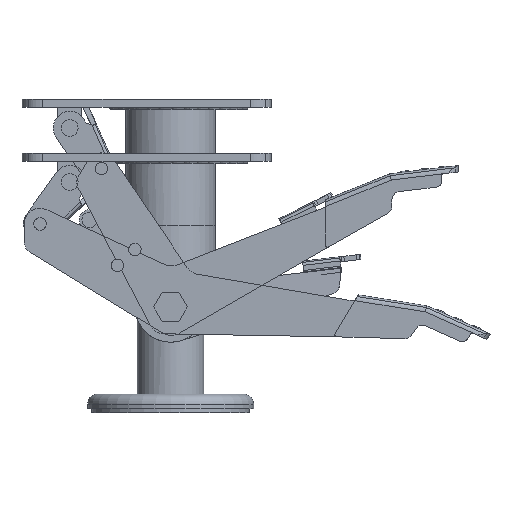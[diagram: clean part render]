
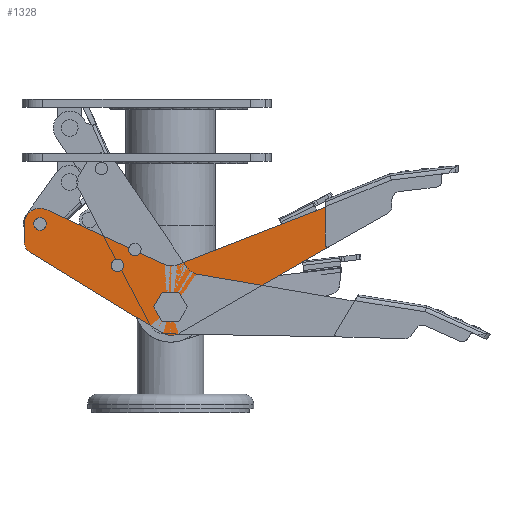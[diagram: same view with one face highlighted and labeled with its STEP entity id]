
A CAD part, front view. The second image highlights one B-rep face of the part: STEP entity #1328.
In plain terms, the highlighted planar face has unit normal (0, -1, 0).
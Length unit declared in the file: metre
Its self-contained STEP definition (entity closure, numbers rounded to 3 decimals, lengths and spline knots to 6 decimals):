
#1328=ADVANCED_FACE('7:13097',(#2739,#2740,#2741,#2742),#2743,.F.);
#2739=FACE_BOUND('',#6611,.T.);
#2740=FACE_BOUND('',#6612,.T.);
#2741=FACE_OUTER_BOUND('',#6613,.T.);
#2742=FACE_BOUND('',#6614,.T.);
#2743=PLANE('',#6615);
#6611=EDGE_LOOP('',(#12435,#12436));
#6612=EDGE_LOOP('',(#12437,#12438));
#6613=EDGE_LOOP('',(#12439,#12440,#12441,#12442,#12443,#12444,#12445,#12446,#12447,#12448,#12449,#12450,#12451));
#6614=EDGE_LOOP('',(#12452,#12453));
#6615=AXIS2_PLACEMENT_3D('',#12454,#12455,#12456);
#12435=ORIENTED_EDGE('',*,*,#19540,.T.);
#12436=ORIENTED_EDGE('',*,*,#19544,.T.);
#12437=ORIENTED_EDGE('',*,*,#19538,.T.);
#12438=ORIENTED_EDGE('',*,*,#19545,.T.);
#12439=ORIENTED_EDGE('',*,*,#19528,.T.);
#12440=ORIENTED_EDGE('',*,*,#19551,.T.);
#12441=ORIENTED_EDGE('',*,*,#19552,.F.);
#12442=ORIENTED_EDGE('',*,*,#19520,.T.);
#12443=ORIENTED_EDGE('',*,*,#19553,.T.);
#12444=ORIENTED_EDGE('',*,*,#19550,.F.);
#12445=ORIENTED_EDGE('',*,*,#19554,.F.);
#12446=ORIENTED_EDGE('',*,*,#19555,.T.);
#12447=ORIENTED_EDGE('',*,*,#19524,.T.);
#12448=ORIENTED_EDGE('',*,*,#19556,.T.);
#12449=ORIENTED_EDGE('',*,*,#19557,.F.);
#12450=ORIENTED_EDGE('',*,*,#19558,.T.);
#12451=ORIENTED_EDGE('',*,*,#19559,.T.);
#12452=ORIENTED_EDGE('',*,*,#19560,.F.);
#12453=ORIENTED_EDGE('',*,*,#19532,.F.);
#12454=CARTESIAN_POINT('',(0.013588,-0.033,-0.057182));
#12455=DIRECTION('',(-0.0,1.0,0.));
#12456=DIRECTION('',(1.0,0.0,0.0));
#19520=EDGE_CURVE('7:13142',#22683,#22680,#22684,.T.);
#19524=EDGE_CURVE('7:13157',#22691,#22688,#22692,.T.);
#19528=EDGE_CURVE('7:13136',#22699,#22696,#22700,.T.);
#19532=EDGE_CURVE('7:13169',#22704,#22707,#22708,.T.);
#19538=EDGE_CURVE('8:58230',#22713,#22717,#22719,.T.);
#19540=EDGE_CURVE('11:19976',#22723,#22720,#22724,.T.);
#19544=EDGE_CURVE('11:19976',#22720,#22723,#22729,.T.);
#19545=EDGE_CURVE('8:58230',#22717,#22713,#22730,.T.);
#19550=EDGE_CURVE('7:13145',#22737,#22732,#22739,.T.);
#19551=EDGE_CURVE('7:13136',#22696,#22740,#22741,.T.);
#19552=EDGE_CURVE('7:13139',#22683,#22740,#22742,.T.);
#19553=EDGE_CURVE('7:13142',#22680,#22732,#22743,.T.);
#19554=EDGE_CURVE('7:13148',#22744,#22737,#22745,.T.);
#19555=EDGE_CURVE('7:13154',#22744,#22691,#22746,.T.);
#19556=EDGE_CURVE('7:13157',#22688,#22747,#22748,.T.);
#19557=EDGE_CURVE('7:13160',#22749,#22747,#22750,.T.);
#19558=EDGE_CURVE('7:13163',#22749,#22751,#22752,.T.);
#19559=EDGE_CURVE('7:13166',#22751,#22699,#22753,.T.);
#19560=EDGE_CURVE('7:13169',#22707,#22704,#22754,.T.);
#22680=VERTEX_POINT('',#29444);
#22683=VERTEX_POINT('',#29448);
#22684=CIRCLE('',#29449,0.008);
#22688=VERTEX_POINT('',#29454);
#22691=VERTEX_POINT('',#29458);
#22692=CIRCLE('',#29459,0.008);
#22696=VERTEX_POINT('',#29464);
#22699=VERTEX_POINT('',#29468);
#22700=CIRCLE('',#29469,0.005);
#22704=VERTEX_POINT('',#29474);
#22707=VERTEX_POINT('',#29478);
#22708=CIRCLE('',#29479,0.003);
#22713=VERTEX_POINT('',#29485);
#22717=VERTEX_POINT('',#29490);
#22719=CIRCLE('',#29493,0.004);
#22720=VERTEX_POINT('',#29494);
#22723=VERTEX_POINT('',#29498);
#22724=CIRCLE('',#29499,0.003);
#22729=CIRCLE('',#29505,0.003);
#22730=CIRCLE('',#29506,0.004);
#22732=VERTEX_POINT('',#29508);
#22737=VERTEX_POINT('',#29515);
#22739=LINE('',#29518,#29519);
#22740=VERTEX_POINT('',#29520);
#22741=CIRCLE('',#29521,0.005);
#22742=LINE('',#29522,#29523);
#22743=CIRCLE('',#29524,0.008);
#22744=VERTEX_POINT('',#29525);
#22745=LINE('',#29526,#29527);
#22746=LINE('',#29528,#29529);
#22747=VERTEX_POINT('',#29530);
#22748=CIRCLE('',#29531,0.008);
#22749=VERTEX_POINT('',#29532);
#22750=LINE('',#29533,#29534);
#22751=VERTEX_POINT('',#29535);
#22752=CIRCLE('',#29536,0.0075);
#22753=LINE('',#29537,#29538);
#22754=CIRCLE('',#29539,0.003);
#29444=CARTESIAN_POINT('',(0.011516,-0.033,-0.087696));
#29448=CARTESIAN_POINT('',(0.007446,-0.033,-0.086523));
#29449=AXIS2_PLACEMENT_3D('',#37957,#37958,#37959);
#29454=CARTESIAN_POINT('',(0.011522,-0.033,-0.054304));
#29458=CARTESIAN_POINT('',(0.014678,-0.033,-0.053763));
#29459=AXIS2_PLACEMENT_3D('',#37965,#37966,#37967);
#29464=CARTESIAN_POINT('',(-0.058184,-0.033,-0.045686));
#29468=CARTESIAN_POINT('',(-0.058823,-0.033,-0.04324));
#29469=AXIS2_PLACEMENT_3D('',#37973,#37974,#37975);
#29474=CARTESIAN_POINT('',(-0.054323,-0.033,-0.034045));
#29478=CARTESIAN_POINT('',(-0.048323,-0.033,-0.034045));
#29479=AXIS2_PLACEMENT_3D('',#37981,#37982,#37983);
#29485=CARTESIAN_POINT('',(0.0155,-0.033,-0.074));
#29490=CARTESIAN_POINT('',(0.0075,-0.033,-0.074));
#29493=AXIS2_PLACEMENT_3D('',#37993,#37994,#37995);
#29494=CARTESIAN_POINT('',(-0.016301,-0.033,-0.051938));
#29498=CARTESIAN_POINT('',(-0.011859,-0.033,-0.055972));
#29499=AXIS2_PLACEMENT_3D('',#37997,#37998,#37999);
#29505=AXIS2_PLACEMENT_3D('',#38007,#38008,#38009);
#29506=AXIS2_PLACEMENT_3D('',#38010,#38011,#38012);
#29508=CARTESIAN_POINT('',(0.015615,-0.033,-0.086625));
#29515=CARTESIAN_POINT('',(0.088,-0.033,-0.044846));
#29518=CARTESIAN_POINT('',(0.086,-0.033,-0.046));
#29519=VECTOR('',#38019,1.0);
#29520=CARTESIAN_POINT('',(-0.056429,-0.033,-0.047507));
#29521=AXIS2_PLACEMENT_3D('',#38020,#38021,#38022);
#29522=CARTESIAN_POINT('',(0.0115,-0.033,-0.089));
#29523=VECTOR('',#38023,1.0);
#29524=AXIS2_PLACEMENT_3D('',#38024,#38025,#38026);
#29525=CARTESIAN_POINT('',(0.088,-0.033,-0.025221));
#29526=CARTESIAN_POINT('',(0.088,-0.033,-0.046591));
#29527=VECTOR('',#38027,1.0);
#29528=CARTESIAN_POINT('',(0.086,-0.033,-0.026));
#29529=VECTOR('',#38028,1.0);
#29530=CARTESIAN_POINT('',(0.008407,-0.033,-0.053563));
#29531=AXIS2_PLACEMENT_3D('',#38029,#38030,#38031);
#29532=CARTESIAN_POINT('',(-0.04746,-0.033,-0.027616));
#29533=CARTESIAN_POINT('',(-0.04746,-0.033,-0.027616));
#29534=VECTOR('',#38032,1.0);
#29535=CARTESIAN_POINT('',(-0.058823,-0.033,-0.034045));
#29536=AXIS2_PLACEMENT_3D('',#38033,#38034,#38035);
#29537=CARTESIAN_POINT('',(-0.058823,-0.033,-0.034045));
#29538=VECTOR('',#38036,1.0);
#29539=AXIS2_PLACEMENT_3D('',#38037,#38038,#38039);
#37957=CARTESIAN_POINT('',(0.011616,-0.033,-0.079696));
#37958=DIRECTION('',(0.,-1.0,0.));
#37959=DIRECTION('',(-0.012,0.,-1.));
#37965=CARTESIAN_POINT('',(0.011776,-0.033,-0.046308));
#37966=DIRECTION('',(0.,1.0,0.));
#37967=DIRECTION('',(-0.032,0.,-0.999));
#37973=CARTESIAN_POINT('',(-0.053823,-0.033,-0.04324));
#37974=DIRECTION('',(0.0,-1.0,0.));
#37975=DIRECTION('',(-0.872,0.,-0.489));
#37981=CARTESIAN_POINT('',(-0.051323,-0.033,-0.034045));
#37982=DIRECTION('',(-0.0,-1.0,0.));
#37983=DIRECTION('',(-1.0,0.0,0.0));
#37993=CARTESIAN_POINT('',(0.0115,-0.033,-0.074));
#37994=DIRECTION('',(-0.0,1.0,0.));
#37995=DIRECTION('',(1.0,0.0,0.0));
#37997=CARTESIAN_POINT('',(-0.01408,-0.033,-0.053955));
#37998=DIRECTION('',(0.0,1.0,0.));
#37999=DIRECTION('',(-0.74,0.,0.672));
#38007=CARTESIAN_POINT('',(-0.01408,-0.033,-0.053955));
#38008=DIRECTION('',(0.0,1.0,0.));
#38009=DIRECTION('',(-0.74,0.,0.672));
#38010=CARTESIAN_POINT('',(0.0115,-0.033,-0.074));
#38011=DIRECTION('',(-0.0,1.0,0.));
#38012=DIRECTION('',(1.0,0.0,0.0));
#38019=DIRECTION('',(-0.866,0.,-0.5));
#38020=CARTESIAN_POINT('',(-0.053823,-0.033,-0.04324));
#38021=DIRECTION('',(0.0,-1.0,0.));
#38022=DIRECTION('',(-0.872,0.,-0.489));
#38023=DIRECTION('',(-0.853,0.,0.521));
#38024=CARTESIAN_POINT('',(0.011616,-0.033,-0.079696));
#38025=DIRECTION('',(0.,-1.0,0.));
#38026=DIRECTION('',(-0.012,0.,-1.));
#38027=DIRECTION('',(0.0,0.,-1.0));
#38028=DIRECTION('',(-0.932,0.,-0.363));
#38029=CARTESIAN_POINT('',(0.011776,-0.033,-0.046308));
#38030=DIRECTION('',(0.,1.0,0.));
#38031=DIRECTION('',(-0.032,0.,-0.999));
#38032=DIRECTION('',(0.907,0.,-0.421));
#38033=CARTESIAN_POINT('',(-0.051323,-0.033,-0.034045));
#38034=DIRECTION('',(-0.0,-1.0,0.));
#38035=DIRECTION('',(-1.0,0.0,0.0));
#38036=DIRECTION('',(0.0,0.,-1.0));
#38037=CARTESIAN_POINT('',(-0.051323,-0.033,-0.034045));
#38038=DIRECTION('',(-0.0,-1.0,0.));
#38039=DIRECTION('',(-1.0,0.0,0.0));
